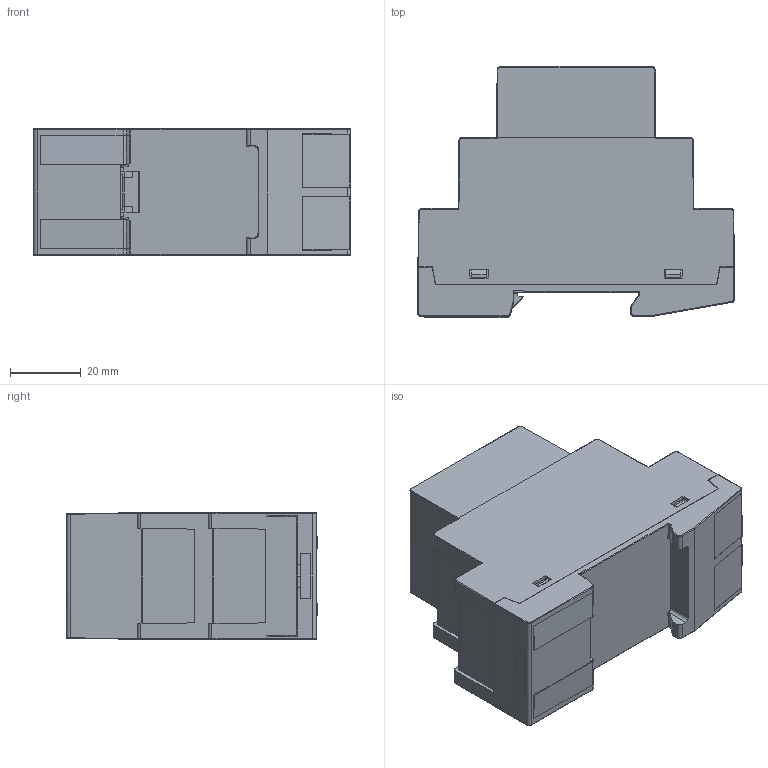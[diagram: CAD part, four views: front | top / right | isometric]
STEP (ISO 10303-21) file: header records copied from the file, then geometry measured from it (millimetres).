
FILE_DESCRIPTION (( 'STEP AP203' ), '1' );
FILE_NAME ('RL9836DC24-130V.step', '2024-11-04T17:57:57', ( '' ), ( '' ), 'SwSTEP 2.0', 'SolidWorks 2023', '' );
FILE_SCHEMA (( 'CONFIG_CONTROL_DESIGN' ));
Length unit declared in the file: inch
Products named in the file (1): RL9836DC24-130V
Bounding box: 89.86 x 71.09 x 35.8 mm (x, y, z)
Volume: 153069 mm3; surface area: 35654.1 mm2
Topology: 2 solids, 6 shells, 631 faces, 1722 edges, 1100 vertices
Faces by surface type: plane 484, cylinder 109, bspline 36, cone 2
Entity records: 21096 total; most frequent: CARTESIAN_POINT 5639, ORIENTED_EDGE 3444, DIRECTION 2806, EDGE_CURVE 1722, VECTOR 1434, LINE 1434, VERTEX_POINT 1100, AXIS2_PLACEMENT_3D 686
